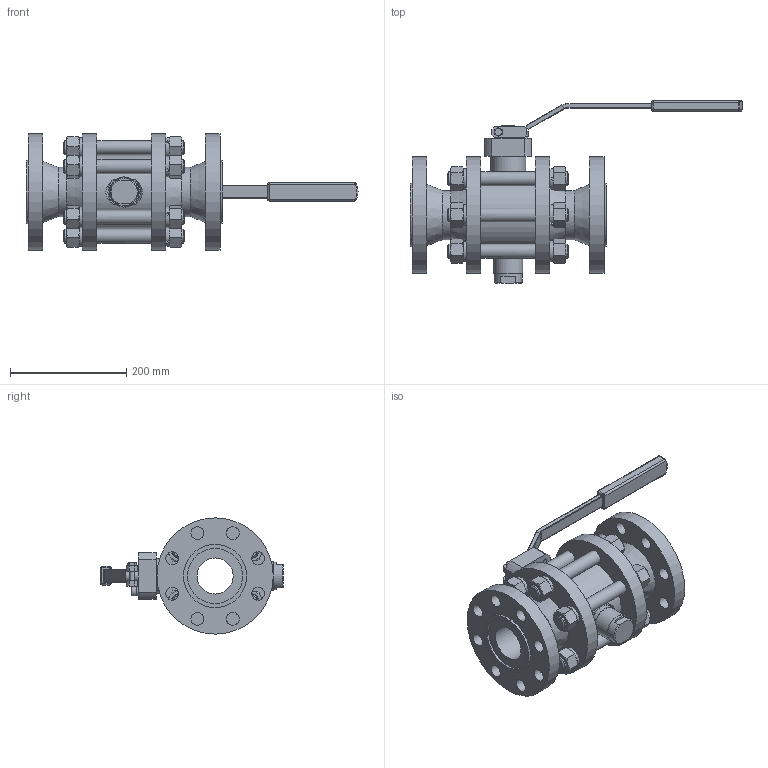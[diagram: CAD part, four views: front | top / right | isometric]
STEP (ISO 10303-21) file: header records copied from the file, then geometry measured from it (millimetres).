
FILE_DESCRIPTION(('STEP AP203'), '1');
FILE_NAME('埡39.310.065.000 - 扰鳧', '', ('UNSPECIFIED'), ('UNSPECIFIED'), 'ASCON STEP Converter 1.6', 'ASCON Math Kernel', '');
FILE_SCHEMA(('CONFIG_CONTROL_DESIGN'));
Length unit declared in the file: millimetre
Products named in the file (1): 埡39.310.065.000
Bounding box: 571.54 x 314.5 x 200 mm (x, y, z)
Volume: 5234016.6 mm3; surface area: 651188 mm2
Topology: 2 solids, 2 shells, 735 faces, 1758 edges, 1074 vertices
Faces by surface type: plane 324, cone 233, cylinder 157, torus 17, bspline 4
Full cylindrical faces by diameter (mm): 6.647 x1, 8 x1, 8.376 x4, 9 x1, 10 x4, 12 x4, 13 x1, 15 x1, 16 x4, 18 x3, 22 x17, 24 x19, 25 x1, 26 x13, 30 x1, 31 x1, 35 x1, 37 x1, 37.16 x2, 40 x1, 48 x1, 50 x1, 52 x2, 60 x1, 62 x2, 63 x2, 64 x1, 75 x2, 84.608 x2, 95 x2
Entity records: 35136 total; most frequent: CARTESIAN_POINT 13182, DIRECTION 3294, ORIENTED_EDGE 3128, EDGE_CURVE 1564, AXIS2_PLACEMENT_3D 1432, VERTEX_POINT 1078, EDGE_LOOP 1062, FACE_BOUND 828
